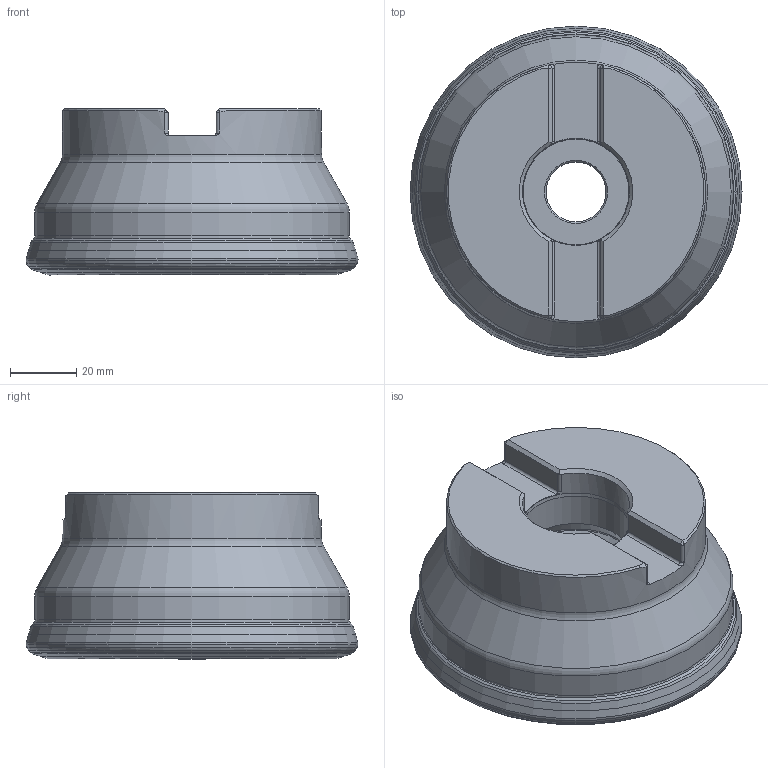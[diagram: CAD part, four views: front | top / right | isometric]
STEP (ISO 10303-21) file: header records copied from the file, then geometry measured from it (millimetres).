
FILE_DESCRIPTION(/* description */ (''),/* implementation_level */ '2;1');
FILE_NAME(/* name */ '100A08R-SMOSN11-C_202329658ndi000_00_SIM.stp',/* time_stamp */ '2019-07-01T11:28:31+02:00',/* author */ (''),/* organization */ (''),/* preprocessor_version */ 'ST-DEVELOPER v16.7',/* originating_system */ 'SIEMENS PLM Software NX 12.0',/* authorisation */ '');
FILE_SCHEMA (('AUTOMOTIVE_DESIGN { 1 0 10303 214 3 1 1 1 }'));
Length unit declared in the file: millimetre
Products named in the file (1): mp5419E43CF5y4ab
Bounding box: 99.94 x 99.88 x 50 mm (x, y, z)
Volume: 265962.6 mm3; surface area: 40410.6 mm2
Topology: 2 solids, 2 shells, 104 faces, 245 edges, 139 vertices
Faces by surface type: revolution 28, cylinder 24, plane 18, cone 17, torus 17
Full cylindrical faces by diameter (mm): 18 x1, 32.008 x1, 32.2 x1, 45.1 x1, 78 x1, 94.681 x1
Entity records: 2969 total; most frequent: CARTESIAN_POINT 833, DIRECTION 436, ORIENTED_EDGE 358, AXIS2_PLACEMENT_3D 180, EDGE_CURVE 179, EDGE_LOOP 158, VERTEX_POINT 129, FACE_BOUND 108
